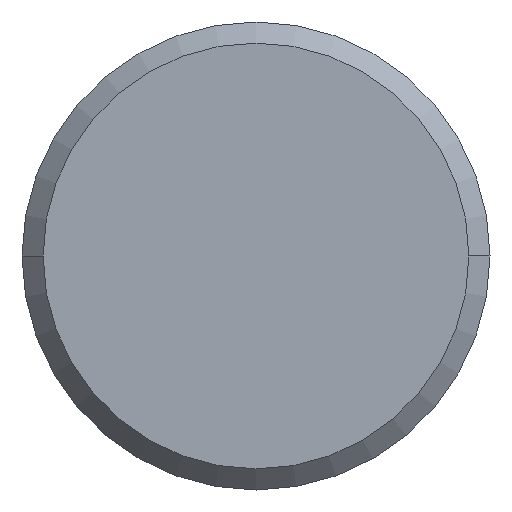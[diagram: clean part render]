
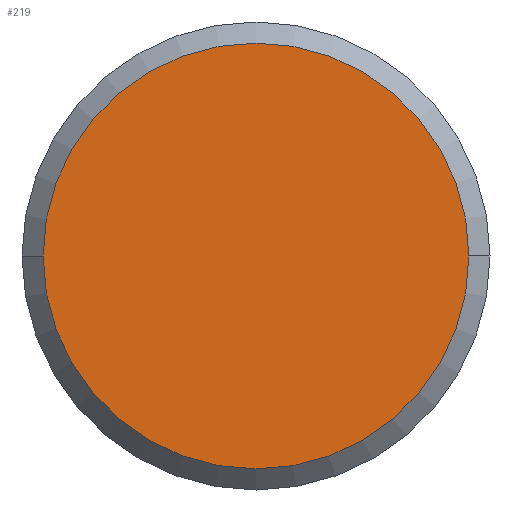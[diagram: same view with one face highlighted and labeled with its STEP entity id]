
A CAD part, front view. The second image highlights one B-rep face of the part: STEP entity #219.
In plain terms, the highlighted planar face has unit normal (0, -1, 0).
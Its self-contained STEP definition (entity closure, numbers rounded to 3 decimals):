
#219=ADVANCED_FACE('',(#560),#561,.T.);
#325=VERTEX_POINT('',#677);
#391=EDGE_CURVE('',#435,#325,#749,.T.);
#435=VERTEX_POINT('',#799);
#445=EDGE_CURVE('',#325,#435,#810,.T.);
#560=FACE_OUTER_BOUND('',#935,.T.);
#561=PLANE('',#936);
#677=CARTESIAN_POINT('',(-10.918,-35.541,0.0));
#749=CIRCLE('',#1265,10.918);
#799=CARTESIAN_POINT('',(10.918,-35.541,0.));
#810=CIRCLE('',#1353,10.918);
#935=EDGE_LOOP('',(#1537,#1538));
#936=AXIS2_PLACEMENT_3D('',#1539,#1540,#1541);
#1265=AXIS2_PLACEMENT_3D('',#1761,#1762,#1763);
#1353=AXIS2_PLACEMENT_3D('',#1839,#1840,#1841);
#1537=ORIENTED_EDGE('',*,*,#445,.F.);
#1538=ORIENTED_EDGE('',*,*,#391,.F.);
#1539=CARTESIAN_POINT('',(-5.459,-35.541,0.0));
#1540=DIRECTION('',(0.,-1.0,0.0));
#1541=DIRECTION('',(1.0,0.,0.0));
#1761=CARTESIAN_POINT('',(0.,-35.541,0.0));
#1762=DIRECTION('',(0.,1.0,0.0));
#1763=DIRECTION('',(-1.0,0.,0.0));
#1839=CARTESIAN_POINT('',(0.,-35.541,0.0));
#1840=DIRECTION('',(0.,1.0,0.0));
#1841=DIRECTION('',(-1.0,0.,0.0));
